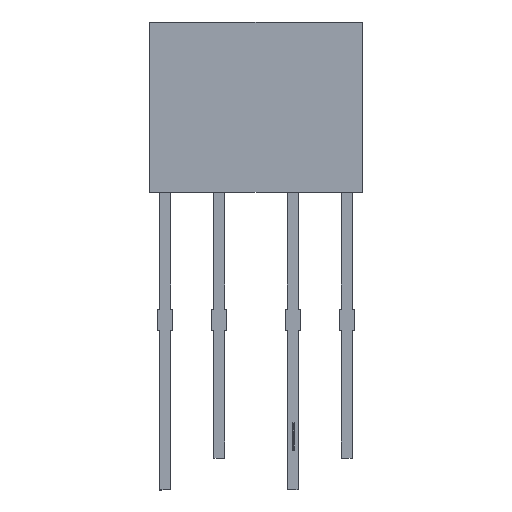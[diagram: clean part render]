
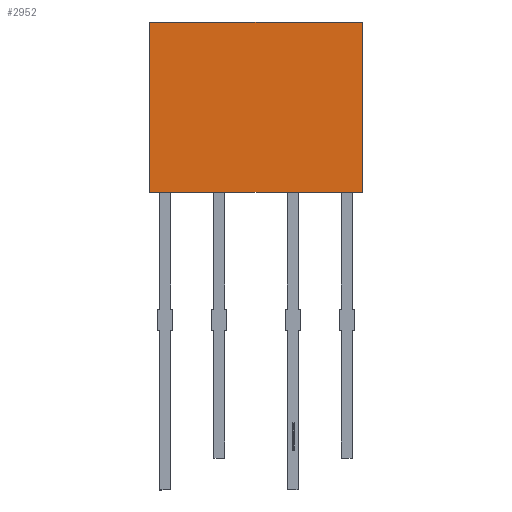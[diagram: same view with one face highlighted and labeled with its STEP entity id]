
A CAD part, top view. The second image highlights one B-rep face of the part: STEP entity #2952.
In plain terms, the highlighted planar face has unit normal (0, 0, 1).
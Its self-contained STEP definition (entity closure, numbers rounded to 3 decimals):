
#2825 = ORIENTED_EDGE ( 'NONE', *, *, #2854, .T. ) ;
#2848 = VERTEX_POINT ( 'NONE', #15698 ) ;
#2850 = EDGE_CURVE ( 'NONE', #2848, #2852, #15696, .T. ) ;
#2852 = VERTEX_POINT ( 'NONE', #15435 ) ;
#2854 = EDGE_CURVE ( 'NONE', #2855, #2852, #15172, .T. ) ;
#2855 = VERTEX_POINT ( 'NONE', #15748 ) ;
#2908 = VERTEX_POINT ( 'NONE', #15859 ) ;
#2910 = EDGE_CURVE ( 'NONE', #2908, #2848, #15858, .T. ) ;
#2928 = ORIENTED_EDGE ( 'NONE', *, *, #2950, .T. ) ;
#2950 = EDGE_CURVE ( 'NONE', #2908, #2855, #15906, .T. ) ;
#2952 = ADVANCED_FACE ( 'NONE', ( #15953 ), #15938, .T. ) ;
#2953 = EDGE_LOOP ( 'NONE', ( #2954, #2955, #2928, #2825 ) ) ;
#2954 = ORIENTED_EDGE ( 'NONE', *, *, #2850, .F. ) ;
#2955 = ORIENTED_EDGE ( 'NONE', *, *, #2910, .F. ) ;
#14665 = CARTESIAN_POINT ( 'NONE',  ( 5., -25.938, 2.5 ) ) ;
#14667 = VECTOR ( 'NONE', #14925, 1000. ) ;
#14925 = DIRECTION ( 'NONE',  ( 0., -1., 0. ) ) ;
#15172 = LINE ( 'NONE', #15436, #15697 ) ;
#15435 = CARTESIAN_POINT ( 'NONE',  ( 5., -4., 2.5 ) ) ;
#15436 = CARTESIAN_POINT ( 'NONE',  ( 0., -4., 2.5 ) ) ;
#15696 = LINE ( 'NONE', #14665, #14667 ) ;
#15697 = VECTOR ( 'NONE', #15749, 1000. ) ;
#15698 = CARTESIAN_POINT ( 'NONE',  ( 5., 4., 2.5 ) ) ;
#15748 = CARTESIAN_POINT ( 'NONE',  ( -5., -4., 2.5 ) ) ;
#15749 = DIRECTION ( 'NONE',  ( 1., 0., 0. ) ) ;
#15855 = DIRECTION ( 'NONE',  ( 1., 0., 0. ) ) ;
#15856 = VECTOR ( 'NONE', #15855, 1000. ) ;
#15857 = CARTESIAN_POINT ( 'NONE',  ( 0., 4., 2.5 ) ) ;
#15858 = LINE ( 'NONE', #15857, #15856 ) ;
#15859 = CARTESIAN_POINT ( 'NONE',  ( -5., 4., 2.5 ) ) ;
#15903 = DIRECTION ( 'NONE',  ( 0., -1., 0. ) ) ;
#15904 = CARTESIAN_POINT ( 'NONE',  ( -5., -25.938, 2.5 ) ) ;
#15906 = LINE ( 'NONE', #15904, #15954 ) ;
#15933 = DIRECTION ( 'NONE',  ( 1., 0., 0. ) ) ;
#15934 = DIRECTION ( 'NONE',  ( 0., 0., 1. ) ) ;
#15935 = CARTESIAN_POINT ( 'NONE',  ( 0., -25.938, 2.5 ) ) ;
#15936 = AXIS2_PLACEMENT_3D ( 'NONE', #15935, #15934, #15933 ) ;
#15938 = PLANE ( 'NONE',  #15936 ) ;
#15953 = FACE_OUTER_BOUND ( 'NONE', #2953, .T. ) ;
#15954 = VECTOR ( 'NONE', #15903, 1000. ) ;
